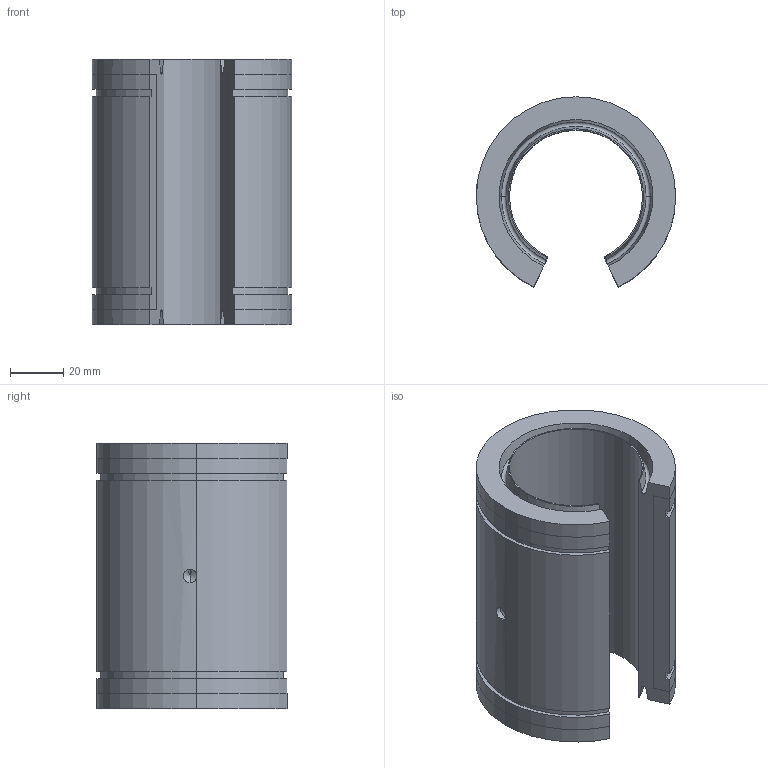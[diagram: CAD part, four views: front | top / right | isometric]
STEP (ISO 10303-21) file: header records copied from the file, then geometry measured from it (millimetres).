
FILE_DESCRIPTION (( 'STEP AP214' ), '1' );
FILE_NAME ('LAN-50-2RS-75-100-ltk.step', '2020-09-10T11:52:44', ( '' ), ( '' ), 'SwSTEP 2.0', 'SolidWorks 2010', '' );
FILE_SCHEMA (( 'AUTOMOTIVE_DESIGN' ));
Length unit declared in the file: millimetre
Products named in the file (1): LAN-50-2RS-75-100-ltk
Bounding box: 75 x 71.48 x 100 mm (x, y, z)
Volume: 205524.5 mm3; surface area: 44318.2 mm2
Topology: 1 solids, 1 shells, 66 faces, 181 edges, 115 vertices
Faces by surface type: cylinder 28, plane 18, cone 14, torus 6
Entity records: 2624 total; most frequent: CARTESIAN_POINT 421, DIRECTION 399, ORIENTED_EDGE 358, EDGE_CURVE 179, AXIS2_PLACEMENT_3D 157, VERTEX_POINT 115, CIRCLE 90, VECTOR 85
